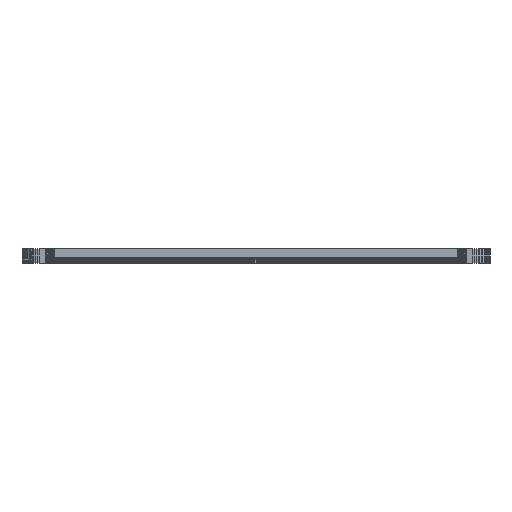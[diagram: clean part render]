
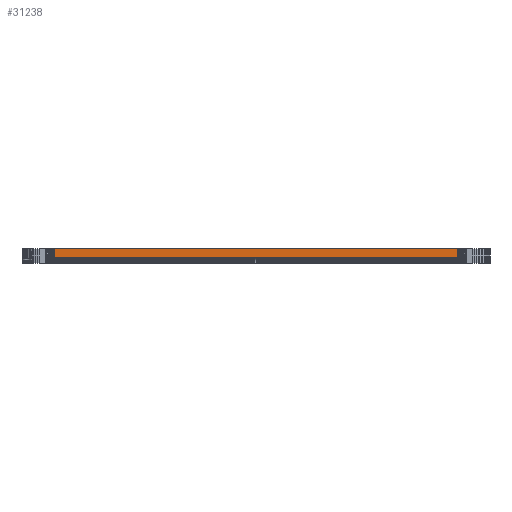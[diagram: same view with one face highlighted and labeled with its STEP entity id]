
A CAD part, front view. The second image highlights one B-rep face of the part: STEP entity #31238.
In plain terms, the highlighted planar face has unit normal (0, -1, 0).
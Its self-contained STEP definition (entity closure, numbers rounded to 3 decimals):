
#5255 = EDGE_CURVE('',#5256,#5258,#5260,.T.);
#5256 = VERTEX_POINT('',#5257);
#5257 = CARTESIAN_POINT('',(23.3,-18.477,
    1.855));
#5258 = VERTEX_POINT('',#5259);
#5259 = CARTESIAN_POINT('',(-23.3,-18.477,
    1.855));
#5260 = LINE('',#5261,#5262);
#5261 = CARTESIAN_POINT('',(23.3,-18.477,
    1.855));
#5262 = VECTOR('',#5263,1.);
#5263 = DIRECTION('',(-1.,0.,0.));
#31033 = VERTEX_POINT('',#31034);
#31034 = CARTESIAN_POINT('',(23.3,-18.477,
    0.8));
#31040 = EDGE_CURVE('',#31041,#31033,#31043,.T.);
#31041 = VERTEX_POINT('',#31042);
#31042 = CARTESIAN_POINT('',(-23.3,-18.477,
    0.8));
#31043 = LINE('',#31044,#31045);
#31044 = CARTESIAN_POINT('',(-23.3,-18.477,
    0.8));
#31045 = VECTOR('',#31046,1.);
#31046 = DIRECTION('',(1.,0.,0.));
#31227 = EDGE_CURVE('',#31041,#5258,#31228,.T.);
#31228 = LINE('',#31229,#31230);
#31229 = CARTESIAN_POINT('',(-23.3,-18.477,
    0.8));
#31230 = VECTOR('',#31231,1.);
#31231 = DIRECTION('',(0.,0.,1.));
#31238 = ADVANCED_FACE('',(#31239),#31250,.T.);
#31239 = FACE_BOUND('',#31240,.T.);
#31240 = EDGE_LOOP('',(#31241,#31242,#31243,#31244));
#31241 = ORIENTED_EDGE('',*,*,#5255,.T.);
#31242 = ORIENTED_EDGE('',*,*,#31227,.F.);
#31243 = ORIENTED_EDGE('',*,*,#31040,.T.);
#31244 = ORIENTED_EDGE('',*,*,#31245,.F.);
#31245 = EDGE_CURVE('',#5256,#31033,#31246,.T.);
#31246 = LINE('',#31247,#31248);
#31247 = CARTESIAN_POINT('',(23.3,-18.477,
    1.855));
#31248 = VECTOR('',#31249,1.);
#31249 = DIRECTION('',(0.,0.,-1.));
#31250 = PLANE('',#31251);
#31251 = AXIS2_PLACEMENT_3D('',#31252,#31253,#31254);
#31252 = CARTESIAN_POINT('',(0.,-18.477,1.327));
#31253 = DIRECTION('',(-0.,-1.,-0.));
#31254 = DIRECTION('',(0.,0.,-1.));
